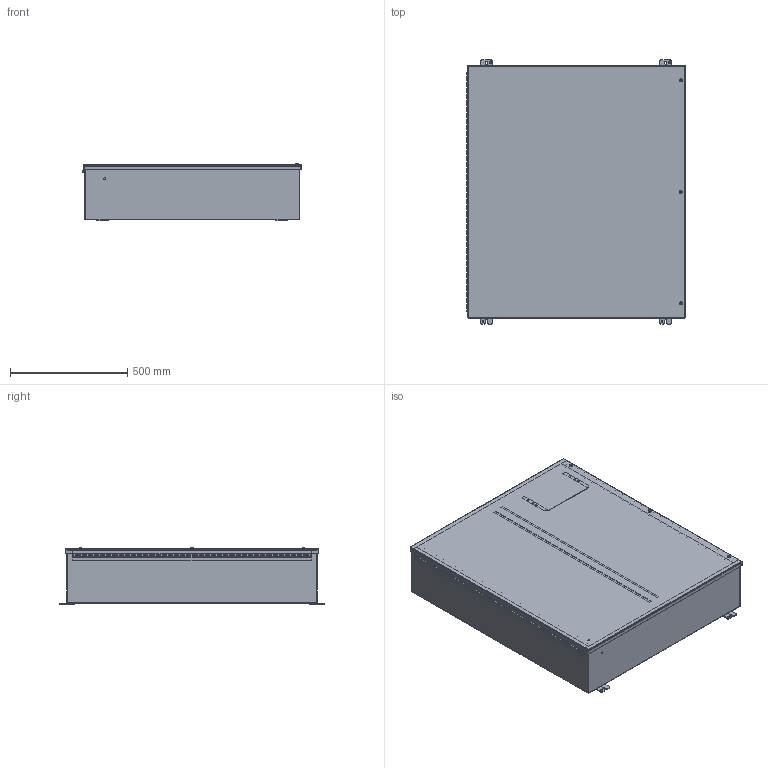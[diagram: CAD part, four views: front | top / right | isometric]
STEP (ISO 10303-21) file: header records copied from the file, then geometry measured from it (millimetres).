
FILE_DESCRIPTION (( 'STEP AP203' ), '1' );
FILE_NAME ('1418JP9_Default.step', '2019-10-31T18:04:10', ( '' ), ( '' ), 'SwSTEP 2.0', 'SolidWorks 2018', '' );
FILE_SCHEMA (( 'CONFIG_CONTROL_DESIGN' ));
Length unit declared in the file: inch
Products named in the file (1): 1418JP9_Default
Bounding box: 929.73 x 1123.95 x 243.1 mm (x, y, z)
Volume: 9046274.7 mm3; surface area: 8962659.9 mm2
Topology: 50 solids, 50 shells, 1367 faces, 3493 edges, 2262 vertices
Faces by surface type: plane 790, cylinder 499, bspline 56, cone 22
Entity records: 42050 total; most frequent: CARTESIAN_POINT 8231, DIRECTION 7101, ORIENTED_EDGE 6982, EDGE_CURVE 3491, AXIS2_PLACEMENT_3D 2380, LINE 2341, VECTOR 2341, VERTEX_POINT 2262
